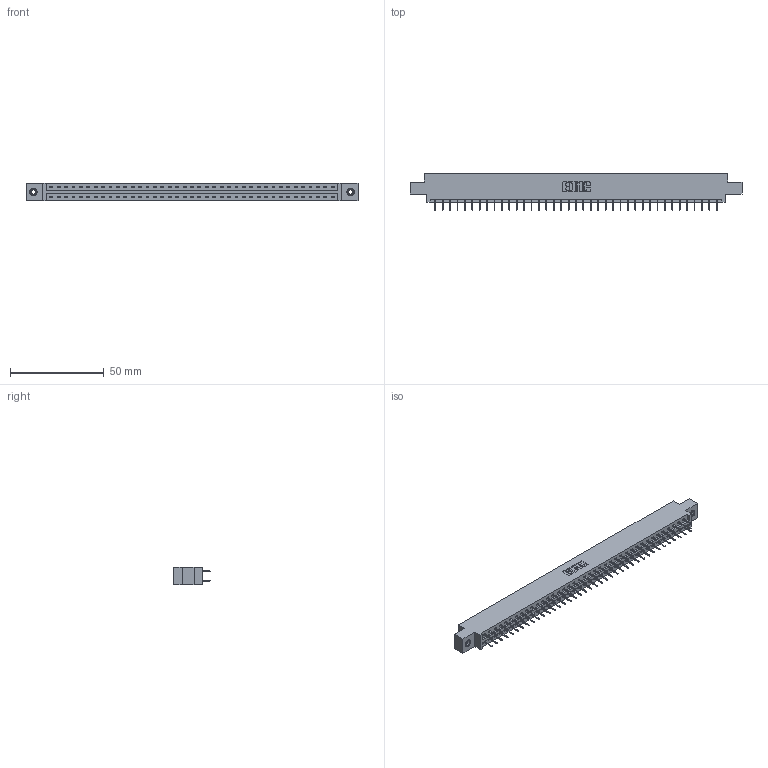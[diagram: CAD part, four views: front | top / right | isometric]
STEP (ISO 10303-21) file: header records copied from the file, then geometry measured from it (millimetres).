
FILE_DESCRIPTION (( 'STEP AP203' ), '1' );
FILE_NAME ('387-078-524-808.STEP', '2018-09-23T16:55:34', ( '' ), ( '' ), 'SwSTEP 2.0', 'SolidWorks 2016', '' );
FILE_SCHEMA (( 'CONFIG_CONTROL_DESIGN' ));
Length unit declared in the file: inch
Products named in the file (4): 337 Part_0.170 Offset - 0.156 Dia-TI; 345-292-001_345-293-124; 345-250-001_345-250-003-102; 387-078-524-808
Assembly tree (81 placements, depth 2):
  387-078-524-808
    337 Part_0.170 Offset - 0.156 Dia-TI
    345-292-001_345-293-124  x78
    345-250-001_345-250-003-102  x2
Bounding box: 177.55 x 19.69 x 9.4 mm (x, y, z)
Volume: 18429.2 mm3; surface area: 20571.3 mm2
Topology: 81 solids, 81 shells, 4702 faces, 13329 edges, 8566 vertices
Faces by surface type: plane 3538, cylinder 1148, cone 12, torus 4
Entity records: 32018 total; most frequent: CARTESIAN_POINT 5377, ORIENTED_EDGE 5306, DIRECTION 4611, EDGE_CURVE 2653, VECTOR 2509, LINE 2509, VERTEX_POINT 1760, AXIS2_PLACEMENT_3D 1051
